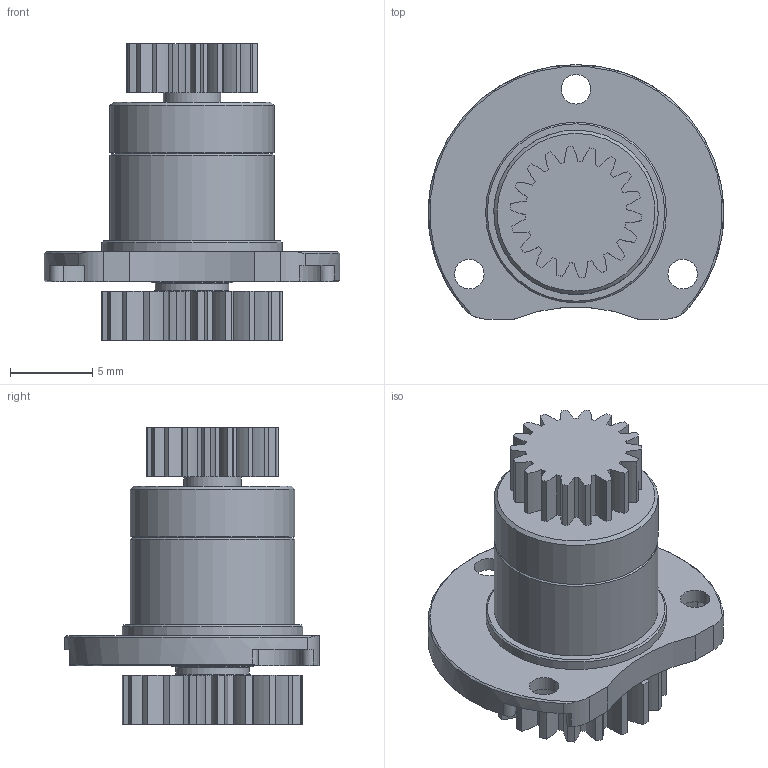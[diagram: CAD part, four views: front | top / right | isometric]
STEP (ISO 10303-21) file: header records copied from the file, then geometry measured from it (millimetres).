
FILE_DESCRIPTION(/* description */ (''),/* implementation_level */ '2;1');
FILE_NAME(/* name */ 'MPG-10-80-V-SPM0043-L18,1_Shrinkwrap_1.stp',/* time_stamp */ '2016-10-21T11:16:02+02:00',/* author */ ('SD'),/* organization */ ('Micromotion GmbH Germany'),/* preprocessor_version */ 'ST-DEVELOPER v16.1',/* originating_system */ 'Autodesk Inventor 2016',/* authorisation */ '');
FILE_SCHEMA (('AUTOMOTIVE_DESIGN { 1 0 10303 214 3 1 1 }'));
Length unit declared in the file: millimetre
Products named in the file (1): MPG-10-80-V-SPM0043-L18,1_Shrinkwrap_1
Bounding box: 18 x 15.5 x 18.05 mm (x, y, z)
Volume: 1480.4 mm3; surface area: 1399.8 mm2
Topology: 1 solids, 1 shells, 202 faces, 573 edges, 382 vertices
Faces by surface type: cylinder 174, plane 17, cone 8, torus 3
Full cylindrical faces by diameter (mm): 1.8 x3, 3.5 x1, 5 x1, 10 x2, 11 x1
Entity records: 7017 total; most frequent: DIRECTION 1316, CARTESIAN_POINT 1230, ORIENTED_EDGE 1116, AXIS2_PLACEMENT_3D 569, EDGE_CURVE 558, VERTEX_POINT 379, CIRCLE 366, EDGE_LOOP 229
